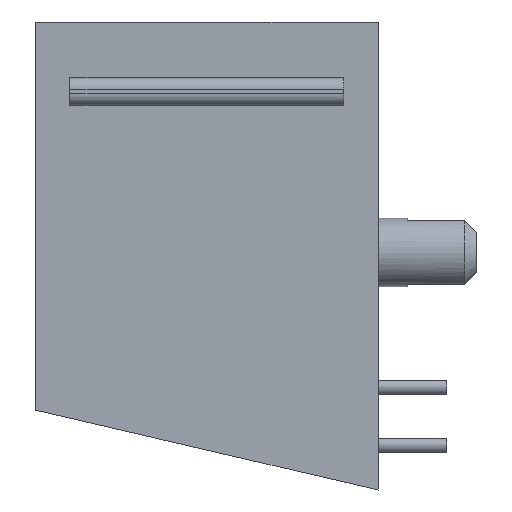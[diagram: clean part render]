
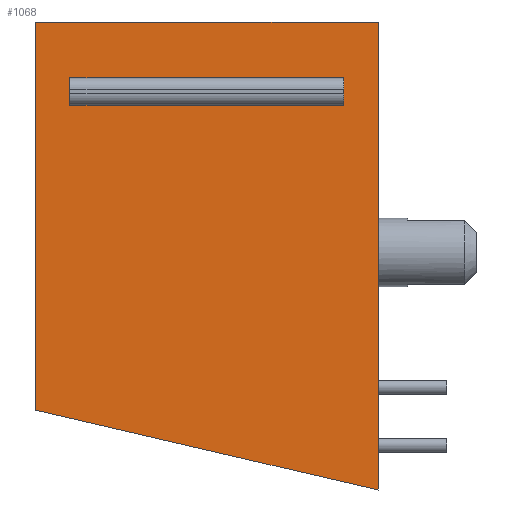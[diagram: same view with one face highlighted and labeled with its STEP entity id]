
A CAD part, left-side view. The second image highlights one B-rep face of the part: STEP entity #1068.
In plain terms, the highlighted planar face has unit normal (-1, 0, 0).
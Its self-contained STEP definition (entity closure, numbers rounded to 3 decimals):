
#27=FACE_BOUND('',#426,.T.);
#66=LINE('',#1597,#172);
#77=LINE('',#1628,#183);
#83=LINE('',#1639,#189);
#87=LINE('',#1649,#193);
#91=LINE('',#1662,#197);
#92=LINE('',#1664,#198);
#96=LINE('',#1671,#202);
#115=LINE('',#1709,#221);
#148=LINE('',#1775,#254);
#172=VECTOR('',#1272,1.2);
#183=VECTOR('',#1305,12.);
#189=VECTOR('',#1315,1.2);
#193=VECTOR('',#1323,17.);
#197=VECTOR('',#1337,10.1);
#198=VECTOR('',#1338,10.4);
#202=VECTOR('',#1346,12.);
#221=VECTOR('',#1371,15.403);
#254=VECTOR('',#1438,15.);
#296=PLANE('',#1161);
#357=FACE_OUTER_BOUND('',#425,.T.);
#425=EDGE_LOOP('',(#968,#969,#970,#971,#972));
#426=EDGE_LOOP('',(#973,#974,#975,#976));
#514=VERTEX_POINT('',#1587);
#518=VERTEX_POINT('',#1595);
#527=VERTEX_POINT('',#1627);
#530=VERTEX_POINT('',#1637);
#533=VERTEX_POINT('',#1646);
#534=VERTEX_POINT('',#1648);
#536=VERTEX_POINT('',#1655);
#538=VERTEX_POINT('',#1660);
#539=VERTEX_POINT('',#1663);
#628=EDGE_CURVE('',#514,#518,#66,.T.);
#643=EDGE_CURVE('',#527,#514,#77,.T.);
#649=EDGE_CURVE('',#530,#527,#83,.T.);
#653=EDGE_CURVE('',#533,#534,#87,.T.);
#659=EDGE_CURVE('',#538,#536,#91,.T.);
#660=EDGE_CURVE('',#536,#539,#92,.T.);
#664=EDGE_CURVE('',#518,#530,#96,.T.);
#683=EDGE_CURVE('',#539,#533,#115,.T.);
#716=EDGE_CURVE('',#534,#538,#148,.T.);
#968=ORIENTED_EDGE('',*,*,#659,.F.);
#969=ORIENTED_EDGE('',*,*,#716,.F.);
#970=ORIENTED_EDGE('',*,*,#653,.F.);
#971=ORIENTED_EDGE('',*,*,#683,.F.);
#972=ORIENTED_EDGE('',*,*,#660,.F.);
#973=ORIENTED_EDGE('',*,*,#664,.T.);
#974=ORIENTED_EDGE('',*,*,#649,.T.);
#975=ORIENTED_EDGE('',*,*,#643,.T.);
#976=ORIENTED_EDGE('',*,*,#628,.T.);
#1068=ADVANCED_FACE('',(#357,#27),#296,.T.);
#1161=AXIS2_PLACEMENT_3D('',#1774,#1436,#1437);
#1272=DIRECTION('',(0.,0.,-1.));
#1305=DIRECTION('',(0.,-1.,0.));
#1315=DIRECTION('',(0.,0.,1.));
#1323=DIRECTION('',(0.,0.,1.));
#1337=DIRECTION('',(0.,0.,-1.));
#1338=DIRECTION('',(0.,0.,-1.));
#1346=DIRECTION('',(0.,1.,0.));
#1371=DIRECTION('',(0.,0.974,0.227));
#1436=DIRECTION('center_axis',(-1.,0.,0.));
#1437=DIRECTION('ref_axis',(0.,-1.,0.));
#1438=DIRECTION('',(0.,-1.,0.));
#1587=CARTESIAN_POINT('',(-6.65,-6.,8.55));
#1595=CARTESIAN_POINT('',(-6.65,-6.,7.35));
#1597=CARTESIAN_POINT('',(-6.65,-6.,7.35));
#1627=CARTESIAN_POINT('',(-6.65,6.,8.55));
#1628=CARTESIAN_POINT('',(-6.65,7.5,8.55));
#1637=CARTESIAN_POINT('',(-6.65,6.,7.35));
#1639=CARTESIAN_POINT('',(-6.65,6.,8.55));
#1646=CARTESIAN_POINT('',(-6.65,7.5,-6.));
#1648=CARTESIAN_POINT('',(-6.65,7.5,11.));
#1649=CARTESIAN_POINT('',(-6.65,7.5,0.));
#1655=CARTESIAN_POINT('',(-6.65,-7.5,0.9));
#1660=CARTESIAN_POINT('',(-6.65,-7.5,11.));
#1662=CARTESIAN_POINT('',(-6.65,-7.5,-7.125));
#1663=CARTESIAN_POINT('',(-6.65,-7.5,-9.5));
#1664=CARTESIAN_POINT('',(-6.65,-7.5,-7.125));
#1671=CARTESIAN_POINT('',(-6.65,7.5,7.35));
#1709=CARTESIAN_POINT('',(-6.65,4.082,-6.798));
#1774=CARTESIAN_POINT('Origin',(-6.65,7.5,0.));
#1775=CARTESIAN_POINT('',(-6.65,-7.5,11.));
